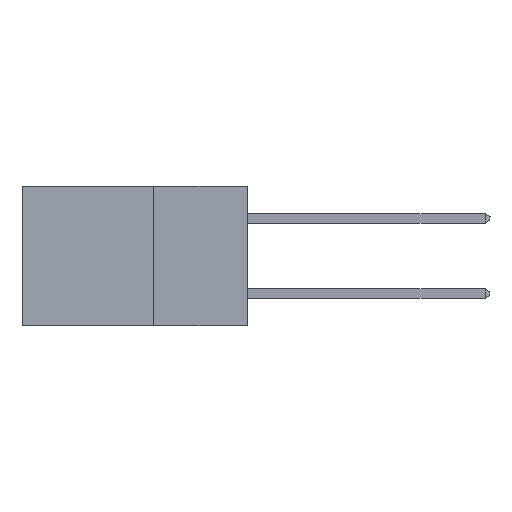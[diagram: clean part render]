
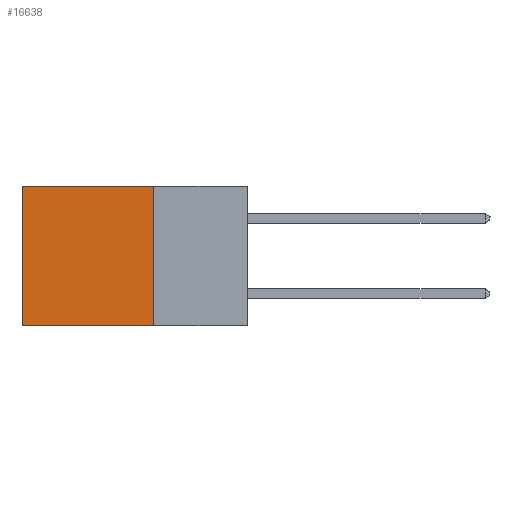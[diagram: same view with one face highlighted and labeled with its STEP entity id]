
A CAD part, left-side view. The second image highlights one B-rep face of the part: STEP entity #16638.
In plain terms, the highlighted planar face has unit normal (-1, 0, 0).
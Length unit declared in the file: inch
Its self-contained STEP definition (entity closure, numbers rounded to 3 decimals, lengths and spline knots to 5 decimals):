
#956 = CARTESIAN_POINT ( 'NONE',  ( 0.2615, 0.6, -0.37 ) ) ;
#3793 = DIRECTION ( 'NONE',  ( 0., 1., 0. ) ) ;
#4813 = CARTESIAN_POINT ( 'NONE',  ( 0.2615, 0.25, -0.37 ) ) ;
#4903 = ORIENTED_EDGE ( 'NONE', *, *, #24723, .F. ) ;
#5420 = LINE ( 'NONE', #956, #23498 ) ;
#5769 = VERTEX_POINT ( 'NONE', #19181 ) ;
#6103 = CARTESIAN_POINT ( 'NONE',  ( 0.2615, 0.25, -0.37 ) ) ;
#6915 = DIRECTION ( 'NONE',  ( 0., 0., -1. ) ) ;
#6940 = EDGE_LOOP ( 'NONE', ( #14632, #8290, #4903, #26509 ) ) ;
#7657 = DIRECTION ( 'NONE',  ( 0., 0., -1. ) ) ;
#8290 = ORIENTED_EDGE ( 'NONE', *, *, #15196, .F. ) ;
#8299 = CARTESIAN_POINT ( 'NONE',  ( 0.2615, 0.25, 0. ) ) ;
#8531 = CARTESIAN_POINT ( 'NONE',  ( 0.2615, 0.25, -0.37 ) ) ;
#9815 = VERTEX_POINT ( 'NONE', #17319 ) ;
#9827 = VECTOR ( 'NONE', #3793, 39.37008 ) ;
#10765 = AXIS2_PLACEMENT_3D ( 'NONE', #6103, #12389, #18822 ) ;
#12352 = LINE ( 'NONE', #8299, #25560 ) ;
#12389 = DIRECTION ( 'NONE',  ( 1., 0., 0. ) ) ;
#12845 = CARTESIAN_POINT ( 'NONE',  ( 0.2615, 0.6, 0. ) ) ;
#14632 = ORIENTED_EDGE ( 'NONE', *, *, #26259, .T. ) ;
#15196 = EDGE_CURVE ( 'NONE', #20011, #5769, #21381, .T. ) ;
#16433 = VERTEX_POINT ( 'NONE', #12845 ) ;
#16638 = ADVANCED_FACE ( 'NONE', ( #25091 ), #20631, .F. ) ;
#16797 = DIRECTION ( 'NONE',  ( 0., 1., 0. ) ) ;
#17319 = CARTESIAN_POINT ( 'NONE',  ( 0.2615, 0.25, 0. ) ) ;
#18822 = DIRECTION ( 'NONE',  ( 0., 0., -1. ) ) ;
#19012 = VECTOR ( 'NONE', #6915, 39.37008 ) ;
#19181 = CARTESIAN_POINT ( 'NONE',  ( 0.2615, 0.6, -0.37 ) ) ;
#19651 = CARTESIAN_POINT ( 'NONE',  ( 0.2615, 0.25, -0.37 ) ) ;
#20011 = VERTEX_POINT ( 'NONE', #19651 ) ;
#20631 = PLANE ( 'NONE',  #10765 ) ;
#21317 = EDGE_CURVE ( 'NONE', #9815, #16433, #12352, .T. ) ;
#21381 = LINE ( 'NONE', #8531, #9827 ) ;
#23498 = VECTOR ( 'NONE', #7657, 39.37008 ) ;
#24723 = EDGE_CURVE ( 'NONE', #9815, #20011, #26039, .T. ) ;
#25091 = FACE_OUTER_BOUND ( 'NONE', #6940, .T. ) ;
#25560 = VECTOR ( 'NONE', #16797, 39.37008 ) ;
#26039 = LINE ( 'NONE', #4813, #19012 ) ;
#26259 = EDGE_CURVE ( 'NONE', #16433, #5769, #5420, .T. ) ;
#26509 = ORIENTED_EDGE ( 'NONE', *, *, #21317, .T. ) ;
